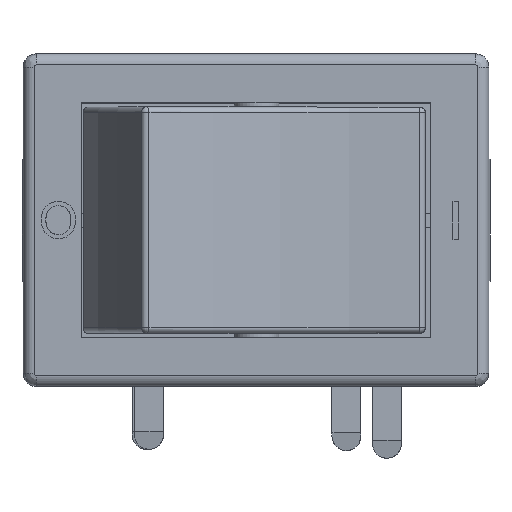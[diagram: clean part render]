
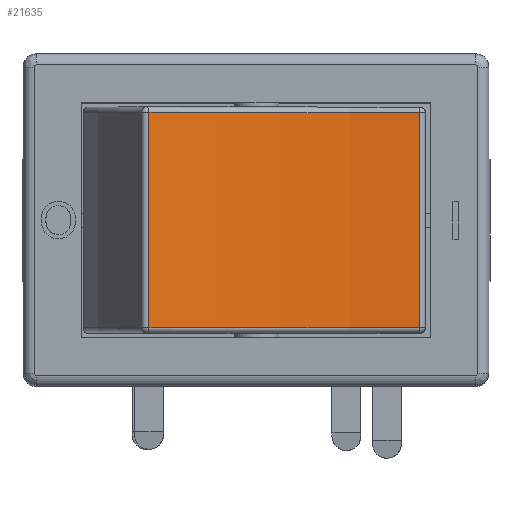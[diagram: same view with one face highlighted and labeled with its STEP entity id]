
A CAD part, top view. The second image highlights one B-rep face of the part: STEP entity #21635.
In plain terms, the highlighted cylindrical face has radius 23.922 mm (diameter 47.844 mm), a partial arc.
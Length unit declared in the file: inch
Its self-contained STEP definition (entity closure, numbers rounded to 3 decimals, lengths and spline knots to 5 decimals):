
#1999=FACE_OUTER_BOUND('',#3201,.T.);
#3201=EDGE_LOOP('',(#15056,#15057,#15058,#15059));
#4507=LINE('',#28406,#6920);
#4509=LINE('',#28424,#6922);
#6920=VECTOR('',#23964,0.3937);
#6922=VECTOR('',#23998,0.3937);
#9327=CIRCLE('',#22877,0.94182);
#9331=CIRCLE('',#22883,0.94182);
#9493=VERTEX_POINT('',#28380);
#9495=VERTEX_POINT('',#28385);
#9499=VERTEX_POINT('',#28394);
#9501=VERTEX_POINT('',#28399);
#11694=EDGE_CURVE('',#9501,#9499,#4507,.T.);
#11698=EDGE_CURVE('',#9495,#9501,#9327,.T.);
#11702=EDGE_CURVE('',#9499,#9493,#9331,.T.);
#11706=EDGE_CURVE('',#9493,#9495,#4509,.T.);
#15056=ORIENTED_EDGE('',*,*,#11694,.F.);
#15057=ORIENTED_EDGE('',*,*,#11698,.F.);
#15058=ORIENTED_EDGE('',*,*,#11706,.F.);
#15059=ORIENTED_EDGE('',*,*,#11702,.F.);
#21540=CYLINDRICAL_SURFACE('',#22893,0.94182);
#21635=ADVANCED_FACE('',(#1999),#21540,.F.);
#22877=AXIS2_PLACEMENT_3D('',#28412,#23975,#23976);
#22883=AXIS2_PLACEMENT_3D('',#28418,#23987,#23988);
#22893=AXIS2_PLACEMENT_3D('',#28430,#24009,#24010);
#23964=DIRECTION('',(0.,-1.,0.));
#23975=DIRECTION('center_axis',(0.,-1.,0.));
#23976=DIRECTION('ref_axis',(-0.232,0.,-0.973));
#23987=DIRECTION('center_axis',(0.,1.,0.));
#23988=DIRECTION('ref_axis',(-0.232,0.,-0.973));
#23998=DIRECTION('',(0.,1.,0.));
#24009=DIRECTION('center_axis',(0.,-1.,0.));
#24010=DIRECTION('ref_axis',(0.041,0.,-0.999));
#28380=CARTESIAN_POINT('',(-0.18995,-0.19094,0.77288));
#28385=CARTESIAN_POINT('',(-0.18995,0.19094,0.77288));
#28394=CARTESIAN_POINT('',(0.29001,-0.19094,0.65853));
#28399=CARTESIAN_POINT('',(0.29001,0.19094,0.65853));
#28406=CARTESIAN_POINT('',(0.29001,0.20079,0.65853));
#28412=CARTESIAN_POINT('Origin',(0.26067,0.19094,1.5999));
#28418=CARTESIAN_POINT('Origin',(0.26067,-0.19094,1.5999));
#28424=CARTESIAN_POINT('',(-0.18995,0.20079,0.77288));
#28430=CARTESIAN_POINT('Origin',(0.26067,0.20079,1.5999));
